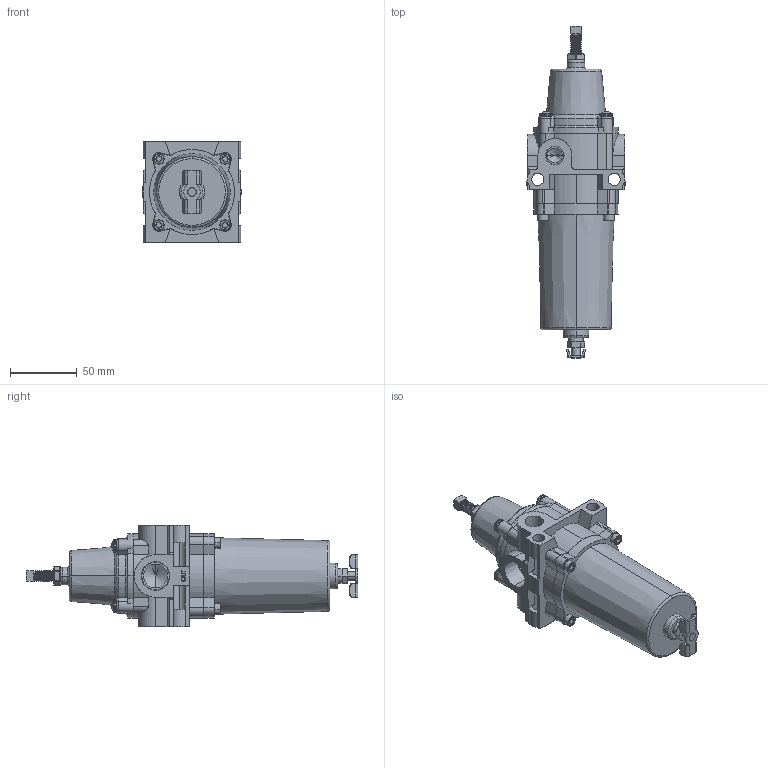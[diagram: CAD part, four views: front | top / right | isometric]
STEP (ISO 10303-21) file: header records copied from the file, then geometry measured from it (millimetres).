
FILE_DESCRIPTION (( 'STEP AP203' ), '1' );
FILE_NAME ('BFR-3433.step', '2015-10-20T15:00:04', ( '' ), ( '' ), 'SwSTEP 2.0', 'SolidWorks 2015', '' );
FILE_SCHEMA (( 'CONFIG_CONTROL_DESIGN' ));
Length unit declared in the file: inch
Products named in the file (1): BFR-3433
Bounding box: 73.53 x 248.06 x 76.2 mm (x, y, z)
Volume: 348056.6 mm3; surface area: 97277.1 mm2
Topology: 15 solids, 15 shells, 1577 faces, 4385 edges, 2848 vertices
Faces by surface type: cylinder 1000, plane 336, cone 147, torus 48, bspline 38, sphere 8
Entity records: 70355 total; most frequent: CARTESIAN_POINT 34872, ORIENTED_EDGE 8718, DIRECTION 6275, EDGE_CURVE 4359, VERTEX_POINT 2848, AXIS2_PLACEMENT_3D 2260, VECTOR 1755, LINE 1755
